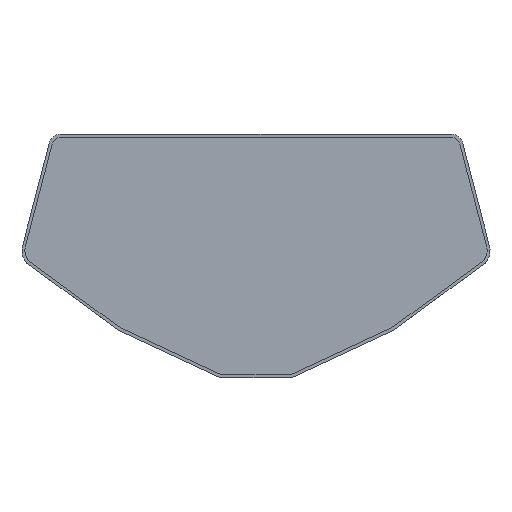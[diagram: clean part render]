
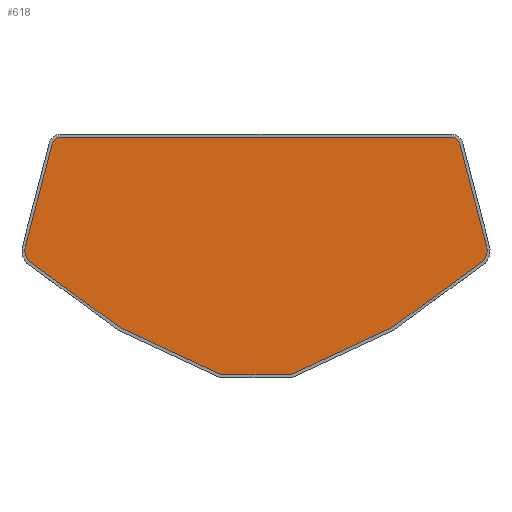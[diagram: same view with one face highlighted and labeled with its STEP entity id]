
A CAD part, top view. The second image highlights one B-rep face of the part: STEP entity #618.
In plain terms, the highlighted planar face has unit normal (0, 0, 1).
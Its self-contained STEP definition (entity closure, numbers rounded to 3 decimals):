
#34=CIRCLE('',#660,8.519);
#35=CIRCLE('',#663,4.82);
#37=CIRCLE('',#672,4.82);
#38=CIRCLE('',#676,8.519);
#62=FACE_OUTER_BOUND('',#95,.T.);
#95=EDGE_LOOP('',(#507,#508,#509,#510,#511,#512,#513,#514,#515,#516,#517,
#518));
#136=LINE('',#936,#208);
#139=LINE('',#941,#211);
#141=LINE('',#945,#213);
#144=LINE('',#953,#216);
#162=LINE('',#995,#234);
#164=LINE('',#999,#236);
#165=LINE('',#1004,#237);
#166=LINE('',#1005,#238);
#208=VECTOR('',#749,10.);
#211=VECTOR('',#754,10.);
#213=VECTOR('',#758,10.);
#216=VECTOR('',#767,10.);
#234=VECTOR('',#809,10.);
#236=VECTOR('',#813,10.);
#237=VECTOR('',#818,10.);
#238=VECTOR('',#819,10.);
#283=VERTEX_POINT('',#933);
#284=VERTEX_POINT('',#935);
#285=VERTEX_POINT('',#939);
#286=VERTEX_POINT('',#943);
#287=VERTEX_POINT('',#947);
#288=VERTEX_POINT('',#951);
#290=VERTEX_POINT('',#957);
#298=VERTEX_POINT('',#987);
#299=VERTEX_POINT('',#989);
#301=VERTEX_POINT('',#997);
#302=VERTEX_POINT('',#1001);
#303=VERTEX_POINT('',#1003);
#348=EDGE_CURVE('',#284,#283,#136,.F.);
#351=EDGE_CURVE('',#283,#285,#139,.F.);
#353=EDGE_CURVE('',#285,#286,#141,.F.);
#355=EDGE_CURVE('',#286,#287,#34,.T.);
#357=EDGE_CURVE('',#287,#288,#144,.F.);
#360=EDGE_CURVE('',#288,#290,#35,.T.);
#375=EDGE_CURVE('',#299,#298,#37,.F.);
#378=EDGE_CURVE('',#290,#299,#162,.T.);
#380=EDGE_CURVE('',#298,#301,#164,.T.);
#381=EDGE_CURVE('',#301,#302,#38,.T.);
#382=EDGE_CURVE('',#302,#303,#165,.F.);
#383=EDGE_CURVE('',#303,#284,#166,.F.);
#507=ORIENTED_EDGE('',*,*,#375,.T.);
#508=ORIENTED_EDGE('',*,*,#380,.T.);
#509=ORIENTED_EDGE('',*,*,#381,.T.);
#510=ORIENTED_EDGE('',*,*,#382,.T.);
#511=ORIENTED_EDGE('',*,*,#383,.T.);
#512=ORIENTED_EDGE('',*,*,#348,.T.);
#513=ORIENTED_EDGE('',*,*,#351,.T.);
#514=ORIENTED_EDGE('',*,*,#353,.T.);
#515=ORIENTED_EDGE('',*,*,#355,.T.);
#516=ORIENTED_EDGE('',*,*,#357,.T.);
#517=ORIENTED_EDGE('',*,*,#360,.T.);
#518=ORIENTED_EDGE('',*,*,#378,.T.);
#591=PLANE('',#675);
#618=ADVANCED_FACE('',(#62),#591,.T.);
#660=AXIS2_PLACEMENT_3D('',#949,#762,#763);
#663=AXIS2_PLACEMENT_3D('',#959,#772,#773);
#672=AXIS2_PLACEMENT_3D('',#990,#803,#804);
#675=AXIS2_PLACEMENT_3D('',#1000,#814,#815);
#676=AXIS2_PLACEMENT_3D('',#1002,#816,#817);
#749=DIRECTION('',(-1.,0.,0.));
#754=DIRECTION('',(-0.907,-0.422,0.));
#758=DIRECTION('',(-0.807,-0.59,0.));
#762=DIRECTION('center_axis',(0.,0.,1.));
#763=DIRECTION('ref_axis',(1.,0.,0.));
#767=DIRECTION('',(0.252,-0.968,0.));
#772=DIRECTION('center_axis',(0.,0.,1.));
#773=DIRECTION('ref_axis',(1.,0.,0.));
#803=DIRECTION('center_axis',(0.,0.,-1.));
#804=DIRECTION('ref_axis',(1.,0.,0.));
#809=DIRECTION('',(-1.,0.,0.));
#813=DIRECTION('',(-0.252,-0.968,0.));
#814=DIRECTION('center_axis',(0.,0.,1.));
#815=DIRECTION('ref_axis',(1.,0.,0.));
#816=DIRECTION('center_axis',(0.,0.,1.));
#817=DIRECTION('ref_axis',(1.,0.,0.));
#818=DIRECTION('',(-0.807,0.591,0.));
#819=DIRECTION('',(-0.907,0.422,0.));
#933=CARTESIAN_POINT('',(169.076,-153.15,-0.75));
#935=CARTESIAN_POINT('',(131.914,-153.15,-0.75));
#936=CARTESIAN_POINT('',(141.287,-153.15,-0.75));
#939=CARTESIAN_POINT('',(223.903,-127.649,-0.75));
#941=CARTESIAN_POINT('',(175.894,-149.979,-0.75));
#943=CARTESIAN_POINT('',(273.306,-91.501,-0.75));
#945=CARTESIAN_POINT('',(211.873,-136.451,-0.75));
#947=CARTESIAN_POINT('',(275.084,-83.982,-0.75));
#949=CARTESIAN_POINT('Origin',(266.806,-85.995,-0.75));
#951=CARTESIAN_POINT('',(260.64,-28.436,-0.75));
#953=CARTESIAN_POINT('',(270.401,-65.974,-0.75));
#957=CARTESIAN_POINT('',(255.932,-24.65,-0.75));
#959=CARTESIAN_POINT('Origin',(255.932,-29.47,-0.75));
#987=CARTESIAN_POINT('',(40.342,-28.446,-0.75));
#989=CARTESIAN_POINT('',(45.05,-24.66,-0.75));
#990=CARTESIAN_POINT('Origin',(45.05,-29.48,-0.75));
#995=CARTESIAN_POINT('',(203.212,-24.652,-0.75));
#997=CARTESIAN_POINT('',(25.903,-83.977,-0.75));
#999=CARTESIAN_POINT('',(37.806,-38.201,-0.75));
#1000=CARTESIAN_POINT('Origin',(150.495,-77.933,-0.75));
#1001=CARTESIAN_POINT('',(27.68,-91.496,-0.75));
#1002=CARTESIAN_POINT('Origin',(34.18,-85.99,-0.75));
#1003=CARTESIAN_POINT('',(77.087,-127.649,-0.75));
#1004=CARTESIAN_POINT('',(64.478,-118.423,-0.75));
#1005=CARTESIAN_POINT('',(97.791,-137.279,-0.75));
